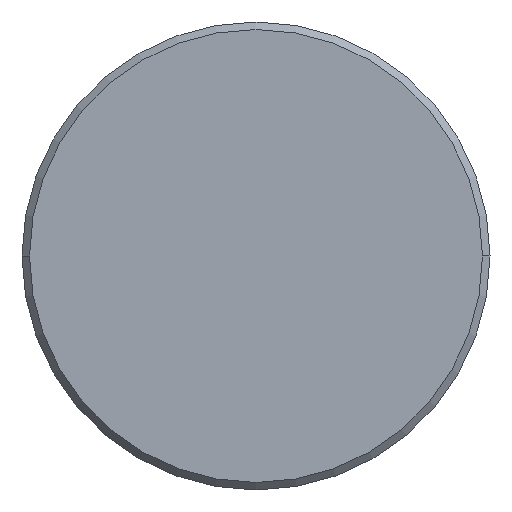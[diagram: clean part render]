
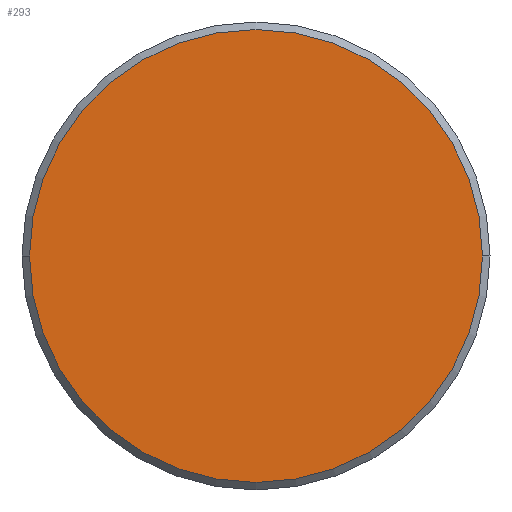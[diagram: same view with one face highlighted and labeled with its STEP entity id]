
A CAD part, left-side view. The second image highlights one B-rep face of the part: STEP entity #293.
In plain terms, the highlighted planar face has unit normal (-1, 0, 0).
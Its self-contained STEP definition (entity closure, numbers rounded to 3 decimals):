
#9 = CARTESIAN_POINT ( 'NONE',  ( -219.4, 30., 0. ) ) ;
#49 = CARTESIAN_POINT ( 'NONE',  ( -219.4, 0., 0. ) ) ;
#68 = AXIS2_PLACEMENT_3D ( 'NONE', #356, #464, #1207 ) ;
#93 = EDGE_CURVE ( 'NONE', #492, #560, #590, .T. ) ;
#121 = EDGE_LOOP ( 'NONE', ( #203, #913 ) ) ;
#128 = CARTESIAN_POINT ( 'NONE',  ( -219.4, -30., 0. ) ) ;
#166 = CIRCLE ( 'NONE', #68, 30. ) ;
#184 = FACE_OUTER_BOUND ( 'NONE', #121, .T. ) ;
#203 = ORIENTED_EDGE ( 'NONE', *, *, #804, .T. ) ;
#271 = AXIS2_PLACEMENT_3D ( 'NONE', #496, #1240, #600 ) ;
#293 = ADVANCED_FACE ( 'NONE', ( #184 ), #1137, .F. ) ;
#356 = CARTESIAN_POINT ( 'NONE',  ( -219.4, 0., 0. ) ) ;
#464 = DIRECTION ( 'NONE',  ( -1., 0., 0. ) ) ;
#492 = VERTEX_POINT ( 'NONE', #128 ) ;
#496 = CARTESIAN_POINT ( 'NONE',  ( -219.4, -30.36, 30.36 ) ) ;
#560 = VERTEX_POINT ( 'NONE', #9 ) ;
#590 = CIRCLE ( 'NONE', #1097, 30. ) ;
#600 = DIRECTION ( 'NONE',  ( 0., 0., -1. ) ) ;
#804 = EDGE_CURVE ( 'NONE', #560, #492, #166, .T. ) ;
#913 = ORIENTED_EDGE ( 'NONE', *, *, #93, .T. ) ;
#1097 = AXIS2_PLACEMENT_3D ( 'NONE', #49, #1303, #1318 ) ;
#1137 = PLANE ( 'NONE',  #271 ) ;
#1207 = DIRECTION ( 'NONE',  ( 0., 1., 0. ) ) ;
#1240 = DIRECTION ( 'NONE',  ( 1., 0., 0. ) ) ;
#1303 = DIRECTION ( 'NONE',  ( -1., 0., 0. ) ) ;
#1318 = DIRECTION ( 'NONE',  ( 0., 1., 0. ) ) ;
